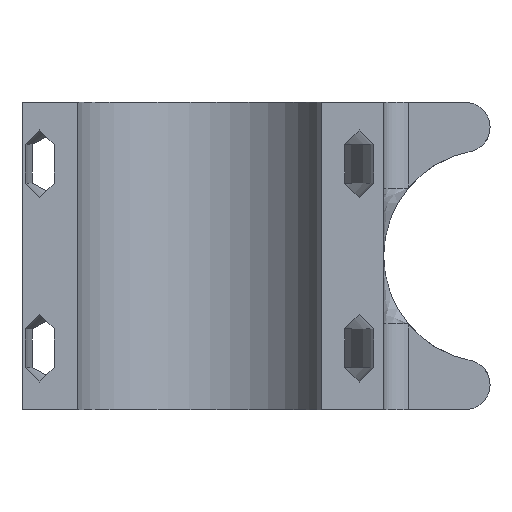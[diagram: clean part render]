
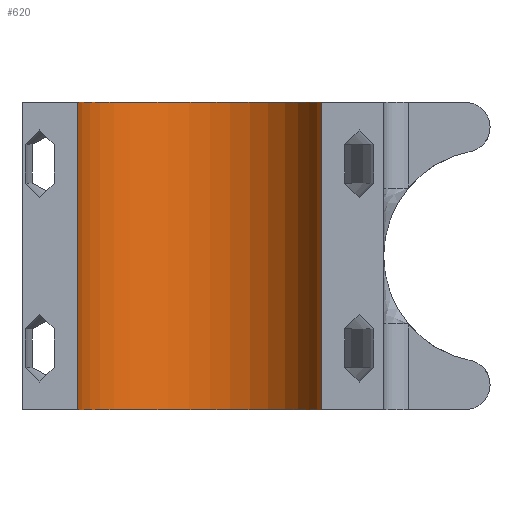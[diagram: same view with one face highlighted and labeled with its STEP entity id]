
A CAD part, front view. The second image highlights one B-rep face of the part: STEP entity #620.
In plain terms, the highlighted cylindrical face has radius 12.7 mm (diameter 25.4 mm), a partial arc.
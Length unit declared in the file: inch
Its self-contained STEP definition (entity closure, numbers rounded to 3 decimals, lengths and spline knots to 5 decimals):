
#6 = DIRECTION ( 'NONE',  ( 0., 0., -1. ) ) ;
#14 = LINE ( 'NONE', #373, #1877 ) ;
#146 = DIRECTION ( 'NONE',  ( 0., 0., -1. ) ) ;
#240 = DIRECTION ( 'NONE',  ( -1., 0., 0. ) ) ;
#249 = AXIS2_PLACEMENT_3D ( 'NONE', #1198, #6, #1890 ) ;
#279 = ORIENTED_EDGE ( 'NONE', *, *, #1474, .F. ) ;
#287 = CYLINDRICAL_SURFACE ( 'NONE', #345, 0.5 ) ;
#290 = EDGE_LOOP ( 'NONE', ( #1382, #279, #1041, #444 ) ) ;
#345 = AXIS2_PLACEMENT_3D ( 'NONE', #1492, #1997, #1654 ) ;
#373 = CARTESIAN_POINT ( 'NONE',  ( -0.49608, 0.0625, 1.25 ) ) ;
#402 = EDGE_CURVE ( 'NONE', #515, #1372, #1767, .T. ) ;
#444 = ORIENTED_EDGE ( 'NONE', *, *, #1993, .T. ) ;
#515 = VERTEX_POINT ( 'NONE', #2110 ) ;
#620 = ADVANCED_FACE ( 'NONE', ( #1990 ), #287, .F. ) ;
#1009 = VECTOR ( 'NONE', #146, 39.37008 ) ;
#1015 = CARTESIAN_POINT ( 'NONE',  ( 0.49608, 0.0625, 1.25 ) ) ;
#1041 = ORIENTED_EDGE ( 'NONE', *, *, #402, .F. ) ;
#1151 = VERTEX_POINT ( 'NONE', #2107 ) ;
#1198 = CARTESIAN_POINT ( 'NONE',  ( 0., 0., 1.25 ) ) ;
#1203 = EDGE_CURVE ( 'NONE', #1354, #1151, #1332, .T. ) ;
#1231 = DIRECTION ( 'NONE',  ( 0., 0., -1. ) ) ;
#1332 = CIRCLE ( 'NONE', #1479, 0.5 ) ;
#1354 = VERTEX_POINT ( 'NONE', #2063 ) ;
#1372 = VERTEX_POINT ( 'NONE', #1530 ) ;
#1382 = ORIENTED_EDGE ( 'NONE', *, *, #1203, .T. ) ;
#1396 = DIRECTION ( 'NONE',  ( 0., 0., -1. ) ) ;
#1474 = EDGE_CURVE ( 'NONE', #1372, #1151, #1524, .T. ) ;
#1479 = AXIS2_PLACEMENT_3D ( 'NONE', #1922, #1396, #240 ) ;
#1492 = CARTESIAN_POINT ( 'NONE',  ( 0., 0., 1.25 ) ) ;
#1524 = LINE ( 'NONE', #1015, #1009 ) ;
#1530 = CARTESIAN_POINT ( 'NONE',  ( 0.49608, 0.0625, 1.25 ) ) ;
#1654 = DIRECTION ( 'NONE',  ( -1., 0., 0. ) ) ;
#1767 = CIRCLE ( 'NONE', #249, 0.5 ) ;
#1877 = VECTOR ( 'NONE', #1231, 39.37008 ) ;
#1890 = DIRECTION ( 'NONE',  ( -1., 0., 0. ) ) ;
#1922 = CARTESIAN_POINT ( 'NONE',  ( 0., 0., 0. ) ) ;
#1990 = FACE_OUTER_BOUND ( 'NONE', #290, .T. ) ;
#1993 = EDGE_CURVE ( 'NONE', #515, #1354, #14, .T. ) ;
#1997 = DIRECTION ( 'NONE',  ( 0., 0., -1. ) ) ;
#2063 = CARTESIAN_POINT ( 'NONE',  ( -0.49608, 0.0625, 0. ) ) ;
#2107 = CARTESIAN_POINT ( 'NONE',  ( 0.49608, 0.0625, 0. ) ) ;
#2110 = CARTESIAN_POINT ( 'NONE',  ( -0.49608, 0.0625, 1.25 ) ) ;
